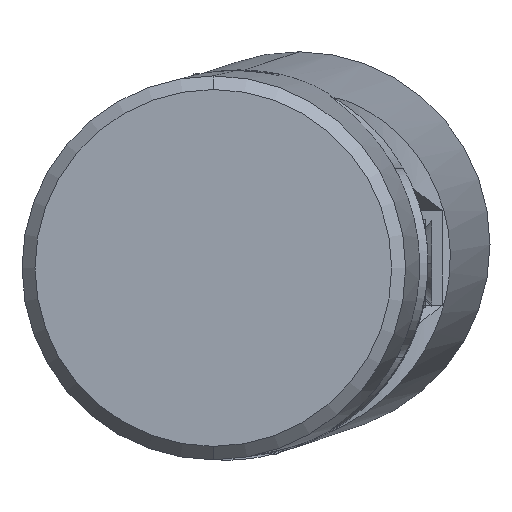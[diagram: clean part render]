
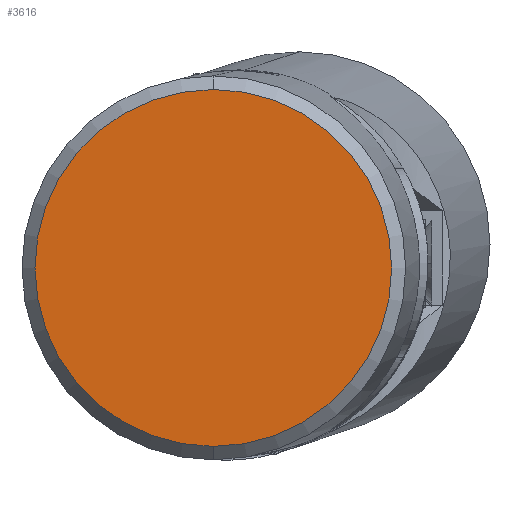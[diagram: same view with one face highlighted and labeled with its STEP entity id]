
A CAD part, top view. The second image highlights one B-rep face of the part: STEP entity #3616.
In plain terms, the highlighted face is planar.
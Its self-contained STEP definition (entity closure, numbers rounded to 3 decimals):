
#6=CARTESIAN_POINT('',(0.,0.,0.));
#7=DIRECTION('',(0.,0.,1.));
#8=DIRECTION('',(-1.,0.,0.));
#9=AXIS2_PLACEMENT_3D('',#6,#7,#8);
#11=CARTESIAN_POINT('',(0.,0.,0.));
#12=DIRECTION('',(0.,0.,1.));
#13=DIRECTION('',(1.,0.,0.));
#14=AXIS2_PLACEMENT_3D('',#11,#12,#13);
#3528=CARTESIAN_POINT('',(13.225,0.,0.));
#3529=CARTESIAN_POINT('',(-13.225,0.,0.));
#3530=VERTEX_POINT('',#3528);
#3531=VERTEX_POINT('',#3529);
#3606=CARTESIAN_POINT('',(0.,0.,0.));
#3607=DIRECTION('',(0.,0.,1.));
#3608=DIRECTION('',(1.,0.,0.));
#3609=AXIS2_PLACEMENT_3D('',#3606,#3607,#3608);
#3610=PLANE('',#3609);
#3612=ORIENTED_EDGE('',*,*,#3611,.T.);
#3613=ORIENTED_EDGE('',*,*,#3595,.T.);
#3614=EDGE_LOOP('',(#3612,#3613));
#3615=FACE_OUTER_BOUND('',#3614,.F.);
#3616=ADVANCED_FACE('',(#3615),#3610,.F.);
#10=CIRCLE('',#9,13.225);
#15=CIRCLE('',#14,13.225);
#3595=EDGE_CURVE('',#3530,#3531,#15,.T.);
#3611=EDGE_CURVE('',#3531,#3530,#10,.T.);
